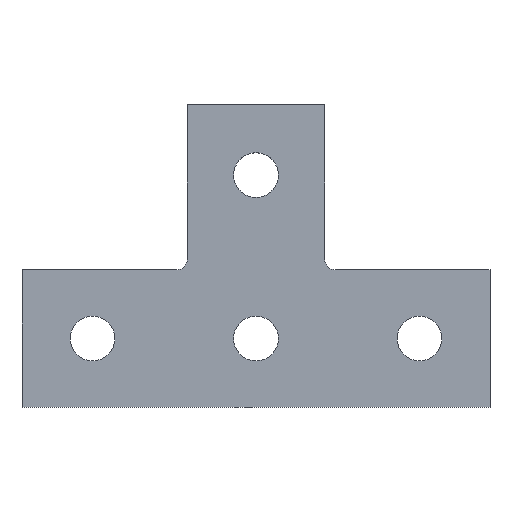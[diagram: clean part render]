
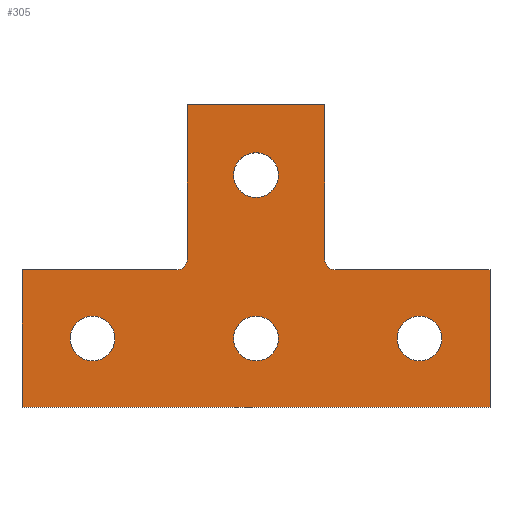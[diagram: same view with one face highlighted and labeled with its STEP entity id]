
A CAD part, top view. The second image highlights one B-rep face of the part: STEP entity #305.
In plain terms, the highlighted planar face has unit normal (0, 0, 1).
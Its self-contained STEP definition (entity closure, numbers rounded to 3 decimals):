
#25 = CARTESIAN_POINT ( 'NONE',  ( -20., 23., 0. ) ) ;
#30 = CARTESIAN_POINT ( 'NONE',  ( -68., -20., 0. ) ) ;
#33 = CARTESIAN_POINT ( 'NONE',  ( 23., 20., 0. ) ) ;
#34 = CARTESIAN_POINT ( 'NONE',  ( 68., -20., 0. ) ) ;
#37 = CARTESIAN_POINT ( 'NONE',  ( -23., 20., 0. ) ) ;
#39 = CARTESIAN_POINT ( 'NONE',  ( 68., 20., 0. ) ) ;
#42 = CARTESIAN_POINT ( 'NONE',  ( 20., -20., 0. ) ) ;
#63 = DIRECTION ( 'NONE',  ( -1., 0., 0. ) ) ;
#64 = DIRECTION ( 'NONE',  ( 0., 0., -1. ) ) ;
#65 = CARTESIAN_POINT ( 'NONE',  ( -23., 23., 0. ) ) ;
#68 = DIRECTION ( 'NONE',  ( -1., 0., 0. ) ) ;
#69 = DIRECTION ( 'NONE',  ( 0., 0., -1. ) ) ;
#70 = CARTESIAN_POINT ( 'NONE',  ( 23., 23., 0. ) ) ;
#73 = DIRECTION ( 'NONE',  ( 0., 1., 0. ) ) ;
#79 = DIRECTION ( 'NONE',  ( 1., 0., 0. ) ) ;
#80 = CARTESIAN_POINT ( 'NONE',  ( -68., 20., 0. ) ) ;
#81 = DIRECTION ( 'NONE',  ( 0., 0., 1. ) ) ;
#82 = DIRECTION ( 'NONE',  ( -1., 0., 0. ) ) ;
#84 = CARTESIAN_POINT ( 'NONE',  ( 68., 20., 0. ) ) ;
#85 = DIRECTION ( 'NONE',  ( 0., 1., 0. ) ) ;
#86 = CARTESIAN_POINT ( 'NONE',  ( -20., 68., 0. ) ) ;
#88 = CARTESIAN_POINT ( 'NONE',  ( 0., 0., 0. ) ) ;
#89 = CARTESIAN_POINT ( 'NONE',  ( 20., 68., 0. ) ) ;
#90 = DIRECTION ( 'NONE',  ( 1., 0., 0. ) ) ;
#91 = CARTESIAN_POINT ( 'NONE',  ( -68., -20., 0. ) ) ;
#92 = DIRECTION ( 'NONE',  ( 0., 0., 1. ) ) ;
#93 = DIRECTION ( 'NONE',  ( 0., -1., 0. ) ) ;
#94 = CARTESIAN_POINT ( 'NONE',  ( 0., 47.5, 0. ) ) ;
#96 = CARTESIAN_POINT ( 'NONE',  ( 68., -20., 0. ) ) ;
#98 = DIRECTION ( 'NONE',  ( 1., 0., 0. ) ) ;
#99 = DIRECTION ( 'NONE',  ( 0., 0., 1. ) ) ;
#100 = CARTESIAN_POINT ( 'NONE',  ( 47.5, 0., 0. ) ) ;
#101 = CARTESIAN_POINT ( 'NONE',  ( -20., 68., 0. ) ) ;
#102 = DIRECTION ( 'NONE',  ( -1., 0., 0. ) ) ;
#104 = CARTESIAN_POINT ( 'NONE',  ( 20., 20., 0. ) ) ;
#105 = DIRECTION ( 'NONE',  ( 0., 0., 1. ) ) ;
#107 = CARTESIAN_POINT ( 'NONE',  ( -47.5, 0., 0. ) ) ;
#149 = DIRECTION ( 'NONE',  ( -1., 0., 0. ) ) ;
#150 = CARTESIAN_POINT ( 'NONE',  ( -68., 20., 0. ) ) ;
#154 = DIRECTION ( 'NONE',  ( -1., 0., 0. ) ) ;
#159 = DIRECTION ( 'NONE',  ( 0., -1., 0. ) ) ;
#160 = CARTESIAN_POINT ( 'NONE',  ( -20., 20., 0. ) ) ;
#161 = PLANE ( 'NONE',  #503 ) ;
#163 = DIRECTION ( 'NONE',  ( -1., 0., 0. ) ) ;
#172 = CARTESIAN_POINT ( 'NONE',  ( 20., 68., 0. ) ) ;
#178 = DIRECTION ( 'NONE',  ( 0., 0., -1. ) ) ;
#181 = DIRECTION ( 'NONE',  ( 1., 0., 0. ) ) ;
#184 = CARTESIAN_POINT ( 'NONE',  ( 6.5, 0., 0. ) ) ;
#190 = CARTESIAN_POINT ( 'NONE',  ( 6.5, 47.5, 0. ) ) ;
#191 = CARTESIAN_POINT ( 'NONE',  ( 20., 23., 0. ) ) ;
#195 = CARTESIAN_POINT ( 'NONE',  ( -54., 0., 0. ) ) ;
#196 = CARTESIAN_POINT ( 'NONE',  ( 54., 0., 0. ) ) ;
#213 = ORIENTED_EDGE ( 'NONE', *, *, #463, .T. ) ;
#214 = ORIENTED_EDGE ( 'NONE', *, *, #466, .T. ) ;
#221 = EDGE_LOOP ( 'NONE', ( #242 ) ) ;
#229 = EDGE_LOOP ( 'NONE', ( #243 ) ) ;
#233 = EDGE_LOOP ( 'NONE', ( #244 ) ) ;
#235 = EDGE_LOOP ( 'NONE', ( #245 ) ) ;
#237 = EDGE_LOOP ( 'NONE', ( #257, #256, #255, #254, #253, #252, #251, #250, #214, #213 ) ) ;
#242 = ORIENTED_EDGE ( 'NONE', *, *, #489, .F. ) ;
#243 = ORIENTED_EDGE ( 'NONE', *, *, #488, .F. ) ;
#244 = ORIENTED_EDGE ( 'NONE', *, *, #487, .F. ) ;
#245 = ORIENTED_EDGE ( 'NONE', *, *, #486, .F. ) ;
#250 = ORIENTED_EDGE ( 'NONE', *, *, #459, .T. ) ;
#251 = ORIENTED_EDGE ( 'NONE', *, *, #474, .T. ) ;
#252 = ORIENTED_EDGE ( 'NONE', *, *, #491, .T. ) ;
#253 = ORIENTED_EDGE ( 'NONE', *, *, #471, .T. ) ;
#254 = ORIENTED_EDGE ( 'NONE', *, *, #470, .T. ) ;
#255 = ORIENTED_EDGE ( 'NONE', *, *, #460, .T. ) ;
#256 = ORIENTED_EDGE ( 'NONE', *, *, #490, .T. ) ;
#257 = ORIENTED_EDGE ( 'NONE', *, *, #461, .T. ) ;
#266 = VERTEX_POINT ( 'NONE', #34 ) ;
#267 = VERTEX_POINT ( 'NONE', #39 ) ;
#268 = VERTEX_POINT ( 'NONE', #33 ) ;
#269 = VERTEX_POINT ( 'NONE', #30 ) ;
#270 = VERTEX_POINT ( 'NONE', #37 ) ;
#276 = VERTEX_POINT ( 'NONE', #25 ) ;
#305 = ADVANCED_FACE ( 'NONE', ( #556, #566, #564, #565, #555 ), #161, .F. ) ;
#345 = LINE ( 'NONE', #91, #352 ) ;
#349 = LINE ( 'NONE', #104, #354 ) ;
#351 = LINE ( 'NONE', #96, #360 ) ;
#352 = VECTOR ( 'NONE', #93, 1000. ) ;
#353 = LINE ( 'NONE', #84, #356 ) ;
#354 = VECTOR ( 'NONE', #85, 1000. ) ;
#356 = VECTOR ( 'NONE', #82, 1000. ) ;
#357 = LINE ( 'NONE', #86, #374 ) ;
#360 = VECTOR ( 'NONE', #73, 1000. ) ;
#363 = LINE ( 'NONE', #42, #366 ) ;
#366 = VECTOR ( 'NONE', #181, 1000. ) ;
#373 = LINE ( 'NONE', #160, #376 ) ;
#374 = VECTOR ( 'NONE', #163, 1000. ) ;
#376 = VECTOR ( 'NONE', #159, 1000. ) ;
#379 = LINE ( 'NONE', #150, #382 ) ;
#382 = VECTOR ( 'NONE', #149, 1000. ) ;
#393 = CIRCLE ( 'NONE', #514, 6.5 ) ;
#398 = CIRCLE ( 'NONE', #519, 3. ) ;
#399 = CIRCLE ( 'NONE', #515, 6.5 ) ;
#400 = CIRCLE ( 'NONE', #516, 6.5 ) ;
#401 = CIRCLE ( 'NONE', #517, 6.5 ) ;
#402 = CIRCLE ( 'NONE', #518, 3. ) ;
#412 = VERTEX_POINT ( 'NONE', #195 ) ;
#413 = VERTEX_POINT ( 'NONE', #196 ) ;
#414 = VERTEX_POINT ( 'NONE', #190 ) ;
#415 = VERTEX_POINT ( 'NONE', #184 ) ;
#459 = EDGE_CURVE ( 'NONE', #542, #269, #345, .T. ) ;
#460 = EDGE_CURVE ( 'NONE', #544, #545, #349, .T. ) ;
#461 = EDGE_CURVE ( 'NONE', #267, #268, #353, .T. ) ;
#463 = EDGE_CURVE ( 'NONE', #266, #267, #351, .T. ) ;
#466 = EDGE_CURVE ( 'NONE', #269, #266, #363, .T. ) ;
#470 = EDGE_CURVE ( 'NONE', #545, #540, #357, .T. ) ;
#471 = EDGE_CURVE ( 'NONE', #540, #276, #373, .T. ) ;
#474 = EDGE_CURVE ( 'NONE', #270, #542, #379, .T. ) ;
#486 = EDGE_CURVE ( 'NONE', #412, #412, #393, .T. ) ;
#487 = EDGE_CURVE ( 'NONE', #413, #413, #399, .T. ) ;
#488 = EDGE_CURVE ( 'NONE', #414, #414, #400, .T. ) ;
#489 = EDGE_CURVE ( 'NONE', #415, #415, #401, .T. ) ;
#490 = EDGE_CURVE ( 'NONE', #268, #544, #402, .T. ) ;
#491 = EDGE_CURVE ( 'NONE', #276, #270, #398, .T. ) ;
#503 = AXIS2_PLACEMENT_3D ( 'NONE', #172, #178, #154 ) ;
#514 = AXIS2_PLACEMENT_3D ( 'NONE', #107, #105, #102 ) ;
#515 = AXIS2_PLACEMENT_3D ( 'NONE', #100, #99, #98 ) ;
#516 = AXIS2_PLACEMENT_3D ( 'NONE', #94, #92, #90 ) ;
#517 = AXIS2_PLACEMENT_3D ( 'NONE', #88, #81, #79 ) ;
#518 = AXIS2_PLACEMENT_3D ( 'NONE', #70, #69, #68 ) ;
#519 = AXIS2_PLACEMENT_3D ( 'NONE', #65, #64, #63 ) ;
#540 = VERTEX_POINT ( 'NONE', #101 ) ;
#542 = VERTEX_POINT ( 'NONE', #80 ) ;
#544 = VERTEX_POINT ( 'NONE', #191 ) ;
#545 = VERTEX_POINT ( 'NONE', #89 ) ;
#555 = FACE_OUTER_BOUND ( 'NONE', #237, .T. ) ;
#556 = FACE_BOUND ( 'NONE', #235, .T. ) ;
#564 = FACE_BOUND ( 'NONE', #229, .T. ) ;
#565 = FACE_BOUND ( 'NONE', #221, .T. ) ;
#566 = FACE_BOUND ( 'NONE', #233, .T. ) ;
